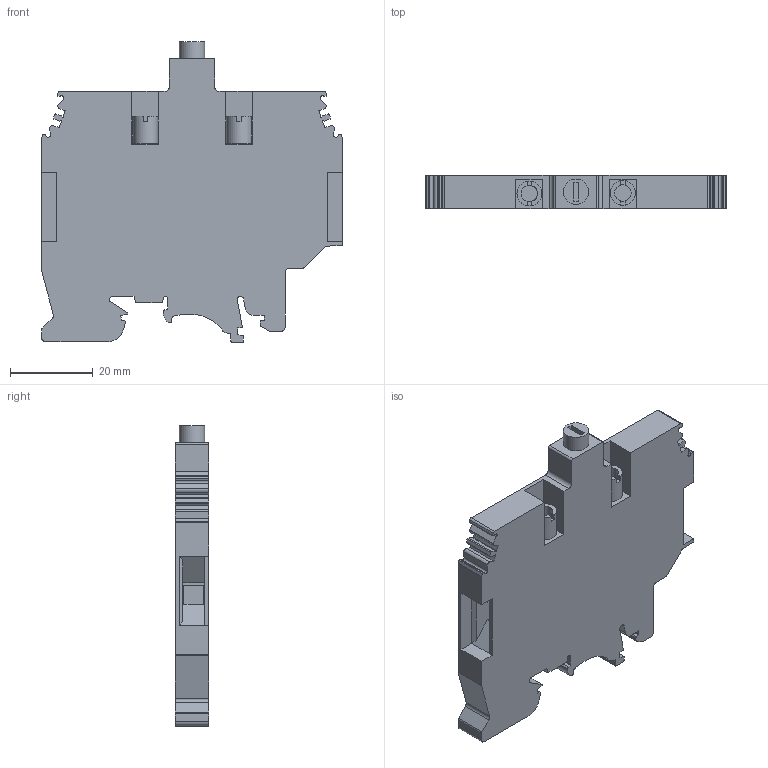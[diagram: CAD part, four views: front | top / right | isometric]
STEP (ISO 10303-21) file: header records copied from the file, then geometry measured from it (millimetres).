
FILE_DESCRIPTION(/* description */ ('Unknown'),/* implementation_level */ '2;1');
FILE_NAME(/* name */ 'KUPTD6S_GY_3D',/* time_stamp */ '2019-10-06T13:30:35+05:00',/* author */ ('Unknown'),/* organization */ ('Unknown'),/* preprocessor_version */ 'ST-DEVELOPER v16.7',/* originating_system */ 'DEX',/* authorisation */ $);
FILE_SCHEMA (('AUTOMOTIVE_DESIGN {1 0 10303 214 3 1 1}'));
Length unit declared in the file: millimetre
Products named in the file (1): KUPTD6S
Bounding box: 72.5 x 8 x 72.5 mm (x, y, z)
Volume: 27849.5 mm3; surface area: 12154.2 mm2
Topology: 1 solids, 1 shells, 211 faces, 604 edges, 401 vertices
Faces by surface type: plane 145, cylinder 66
Full cylindrical faces by diameter (mm): 4 x2, 5 x2, 6 x2, 6.1 x1
Entity records: 8286 total; most frequent: CARTESIAN_POINT 1196, ORIENTED_EDGE 1180, DIRECTION 1158, EDGE_CURVE 590, LINE 446, VECTOR 446, VERTEX_POINT 394, AXIS2_PLACEMENT_3D 356
